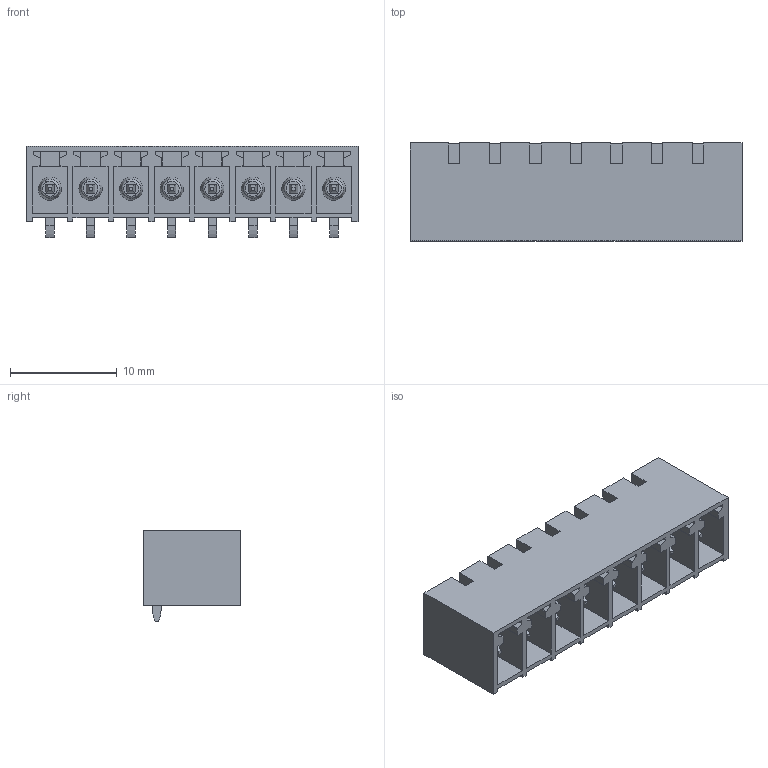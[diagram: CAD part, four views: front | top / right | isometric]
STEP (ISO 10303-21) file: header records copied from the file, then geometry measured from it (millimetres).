
FILE_DESCRIPTION(('CATIA V5 STEP Exchange','CAx-IF Rec.Pracs.--- Model Styling and Organization---1.2---2011-12-15'),'2;1');
FILE_NAME ('D1457671_0_1863050000_1863050000.stp','2018-10-12T05:15:48+00:00',('none'),('Weidmueller'),'CATIA Version 5-6 Release 2014','CATIA V5 STEP AP214','none');
FILE_SCHEMA(('AUTOMOTIVE_DESIGN { 1 0 10303 214 1 1 1 1 }'));
Length unit declared in the file: millimetre
Products named in the file (1): 1863050000
Bounding box: 31.17 x 9.2 x 8.57 mm (x, y, z)
Volume: 788.3 mm3; surface area: 2956.2 mm2
Topology: 9 solids, 9 shells, 588 faces, 1682 edges, 1136 vertices
Faces by surface type: plane 446, cylinder 110, torus 16, cone 16
Entity records: 17473 total; most frequent: ORIENTED_EDGE 3364, CARTESIAN_POINT 3213, DIRECTION 2246, EDGE_CURVE 1682, VECTOR 1398, LINE 1398, VERTEX_POINT 1136, EDGE_LOOP 628
